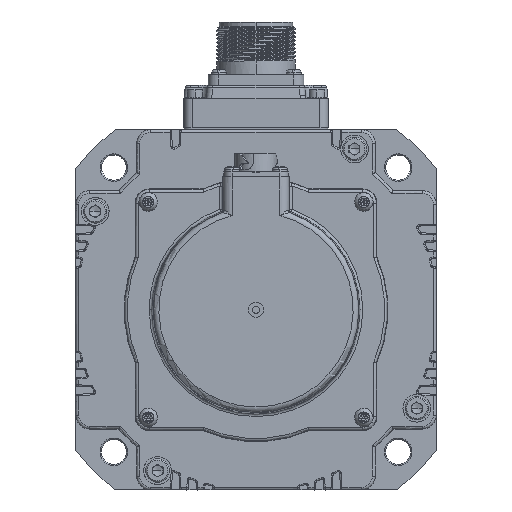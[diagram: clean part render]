
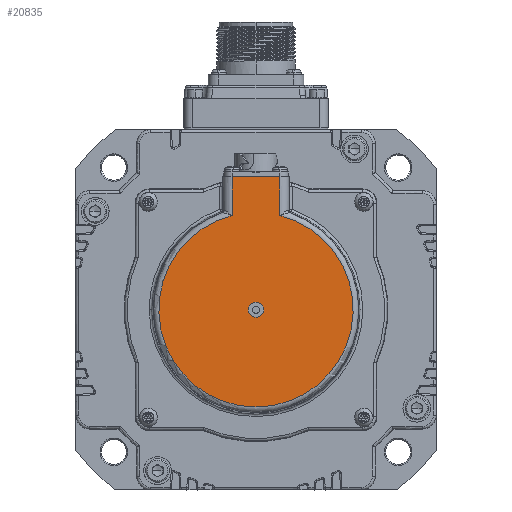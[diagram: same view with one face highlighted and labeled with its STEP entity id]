
A CAD part, front view. The second image highlights one B-rep face of the part: STEP entity #20835.
In plain terms, the highlighted planar face has unit normal (0, -1, 0).
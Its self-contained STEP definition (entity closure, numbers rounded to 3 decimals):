
#18945=CARTESIAN_POINT('',(-8.617,-47.4,-17.));
#18946=VERTEX_POINT('',#18945);
#18954=CARTESIAN_POINT('',(8.617,-47.4,-17.));
#18955=VERTEX_POINT('',#18954);
#18956=CARTESIAN_POINT('',(-8.617,-47.4,-17.));
#18957=DIRECTION('',(1.,0.,0.));
#18958=VECTOR('',#18957,17.234);
#18959=LINE('',#18956,#18958);
#18960=EDGE_CURVE('',#18946,#18955,#18959,.T.);
#20766=CARTESIAN_POINT('',(-8.617,-47.4,-31.02));
#20767=VERTEX_POINT('',#20766);
#20789=CARTESIAN_POINT('',(-8.617,-47.4,-31.02));
#20790=DIRECTION('',(0.,0.,1.));
#20791=VECTOR('',#20790,14.02);
#20792=LINE('',#20789,#20791);
#20793=EDGE_CURVE('',#20767,#18946,#20792,.T.);
#20800=CARTESIAN_POINT('',(0.,-47.4,-58.528));
#20801=DIRECTION('',(0.,0.,-1.));
#20802=DIRECTION('',(0.,-1.,0.));
#20803=AXIS2_PLACEMENT_3D('',#20800,#20802,#20801);
#20804=PLANE('',#20803);
#20805=CARTESIAN_POINT('',(8.617,-47.4,-31.02));
#20806=VERTEX_POINT('',#20805);
#20807=CARTESIAN_POINT('',(0.,-47.4,-65.));
#20808=DIRECTION('',(-0.246,0.,0.969));
#20809=DIRECTION('',(0.,-1.,0.));
#20810=AXIS2_PLACEMENT_3D('',#20807,#20809,#20808);
#20811=CIRCLE('',#20810,35.056);
#20812=EDGE_CURVE('',#20767,#20806,#20811,.T.);
#20813=ORIENTED_EDGE('',*,*,#20812,.T.);
#20814=CARTESIAN_POINT('',(8.617,-47.4,-17.));
#20815=DIRECTION('',(0.,0.,-1.));
#20816=VECTOR('',#20815,14.02);
#20817=LINE('',#20814,#20816);
#20818=EDGE_CURVE('',#18955,#20806,#20817,.T.);
#20819=ORIENTED_EDGE('',*,*,#20818,.F.);
#20820=ORIENTED_EDGE('',*,*,#18960,.F.);
#20821=ORIENTED_EDGE('',*,*,#20793,.F.);
#20822=EDGE_LOOP('',(#20813,#20819,#20820,#20821));
#20823=FACE_OUTER_BOUND('',#20822,.T.);
#20824=CARTESIAN_POINT('',(0.,-47.4,-67.75));
#20825=VERTEX_POINT('',#20824);
#20826=CARTESIAN_POINT('',(0.,-47.4,-65.));
#20827=DIRECTION('',(0.,0.,-1.));
#20828=DIRECTION('',(0.,-1.,0.));
#20829=AXIS2_PLACEMENT_3D('',#20826,#20828,#20827);
#20830=CIRCLE('',#20829,2.75);
#20831=EDGE_CURVE('',#20825,#20825,#20830,.T.);
#20832=ORIENTED_EDGE('',*,*,#20831,.F.);
#20833=EDGE_LOOP('',(#20832));
#20834=FACE_BOUND('',#20833,.T.);
#20835=ADVANCED_FACE('',(#20823,#20834),#20804,.T.);
